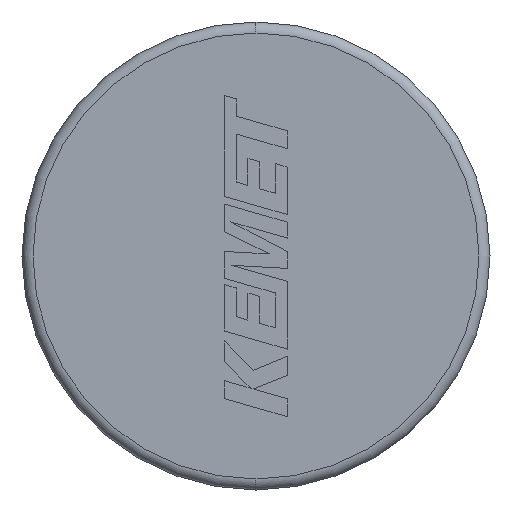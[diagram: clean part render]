
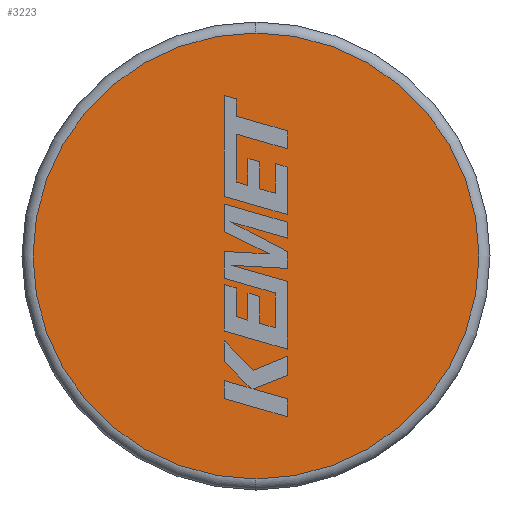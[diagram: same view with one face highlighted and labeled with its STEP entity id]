
A CAD part, left-side view. The second image highlights one B-rep face of the part: STEP entity #3223.
In plain terms, the highlighted planar face has unit normal (-1, 0, 0).
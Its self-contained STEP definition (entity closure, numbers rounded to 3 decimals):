
#49 = ORIENTED_EDGE ( 'NONE', *, *, #1711, .T. ) ;
#89 = DIRECTION ( 'NONE',  ( 1., 0., 0. ) ) ;
#101 = CARTESIAN_POINT ( 'NONE',  ( 0., 0., 0. ) ) ;
#153 = EDGE_CURVE ( 'NONE', #1530, #1369, #2435, .T. ) ;
#217 = EDGE_LOOP ( 'NONE', ( #49, #1366 ) ) ;
#298 = DIRECTION ( 'NONE',  ( 0., 0., -1. ) ) ;
#892 = DIRECTION ( 'NONE',  ( -1., 0., 0. ) ) ;
#1268 = AXIS2_PLACEMENT_3D ( 'NONE', #101, #89, #2203 ) ;
#1269 = CARTESIAN_POINT ( 'NONE',  ( 0., 0., 4.05 ) ) ;
#1366 = ORIENTED_EDGE ( 'NONE', *, *, #153, .T. ) ;
#1369 = VERTEX_POINT ( 'NONE', #2325 ) ;
#1420 = DIRECTION ( 'NONE',  ( 0., 0., -1. ) ) ;
#1530 = VERTEX_POINT ( 'NONE', #1269 ) ;
#1711 = EDGE_CURVE ( 'NONE', #1369, #1530, #3265, .T. ) ;
#1876 = CARTESIAN_POINT ( 'NONE',  ( 0., 0., 0. ) ) ;
#1914 = DIRECTION ( 'NONE',  ( -1., 0., 0. ) ) ;
#2184 = AXIS2_PLACEMENT_3D ( 'NONE', #2782, #892, #1420 ) ;
#2203 = DIRECTION ( 'NONE',  ( 0., 0., -1. ) ) ;
#2325 = CARTESIAN_POINT ( 'NONE',  ( 0., 0., -4.05 ) ) ;
#2435 = CIRCLE ( 'NONE', #2184, 4.05 ) ;
#2674 = PLANE ( 'NONE',  #1268 ) ;
#2782 = CARTESIAN_POINT ( 'NONE',  ( 0., 0., 0. ) ) ;
#3097 = FACE_OUTER_BOUND ( 'NONE', #217, .T. ) ;
#3223 = ADVANCED_FACE ( 'NONE', ( #3097 ), #2674, .F. ) ;
#3265 = CIRCLE ( 'NONE', #3338, 4.05 ) ;
#3338 = AXIS2_PLACEMENT_3D ( 'NONE', #1876, #1914, #298 ) ;
